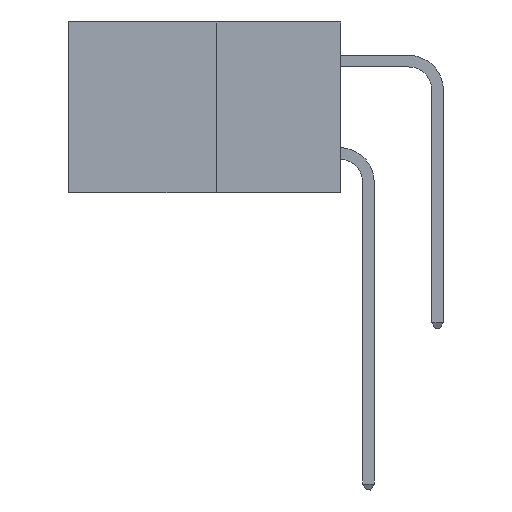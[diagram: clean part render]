
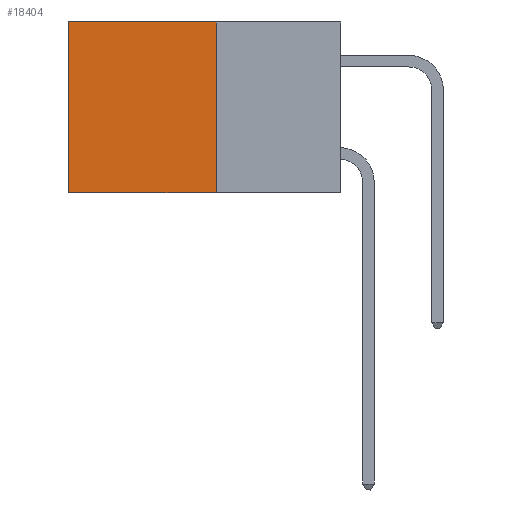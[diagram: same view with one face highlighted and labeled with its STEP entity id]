
A CAD part, left-side view. The second image highlights one B-rep face of the part: STEP entity #18404.
In plain terms, the highlighted planar face has unit normal (-1, 0, 0).
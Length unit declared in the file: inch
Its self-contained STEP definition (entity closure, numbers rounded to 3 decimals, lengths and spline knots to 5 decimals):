
#601 = VECTOR ( 'NONE', #23619, 39.37008 ) ;
#804 = VERTEX_POINT ( 'NONE', #16600 ) ;
#947 = VECTOR ( 'NONE', #24299, 39.37008 ) ;
#1054 = VECTOR ( 'NONE', #28905, 39.37008 ) ;
#4423 = EDGE_CURVE ( 'NONE', #8816, #804, #12478, .T. ) ;
#4669 = VERTEX_POINT ( 'NONE', #16070 ) ;
#6862 = ORIENTED_EDGE ( 'NONE', *, *, #14059, .F. ) ;
#6867 = AXIS2_PLACEMENT_3D ( 'NONE', #20043, #10582, #26960 ) ;
#7221 = CARTESIAN_POINT ( 'NONE',  ( 0.277, 0.27, -0.37 ) ) ;
#7782 = VERTEX_POINT ( 'NONE', #29523 ) ;
#8816 = VERTEX_POINT ( 'NONE', #21673 ) ;
#9807 = LINE ( 'NONE', #7221, #16889 ) ;
#10582 = DIRECTION ( 'NONE',  ( 1., 0., 0. ) ) ;
#12478 = LINE ( 'NONE', #23224, #601 ) ;
#12936 = LINE ( 'NONE', #14992, #1054 ) ;
#13591 = LINE ( 'NONE', #14914, #947 ) ;
#14059 = EDGE_CURVE ( 'NONE', #4669, #7782, #9807, .T. ) ;
#14914 = CARTESIAN_POINT ( 'NONE',  ( 0.277, 0.27, -0.37 ) ) ;
#14992 = CARTESIAN_POINT ( 'NONE',  ( 0.277, 0.59, -0.37 ) ) ;
#16070 = CARTESIAN_POINT ( 'NONE',  ( 0.277, 0.27, -0.37 ) ) ;
#16600 = CARTESIAN_POINT ( 'NONE',  ( 0.277, 0.59, 0. ) ) ;
#16889 = VECTOR ( 'NONE', #23664, 39.37008 ) ;
#17670 = PLANE ( 'NONE',  #6867 ) ;
#17906 = ORIENTED_EDGE ( 'NONE', *, *, #29896, .F. ) ;
#18404 = ADVANCED_FACE ( 'NONE', ( #29694 ), #17670, .F. ) ;
#19013 = EDGE_LOOP ( 'NONE', ( #20375, #6862, #17906, #23071 ) ) ;
#20043 = CARTESIAN_POINT ( 'NONE',  ( 0.277, 0.27, -0.37 ) ) ;
#20375 = ORIENTED_EDGE ( 'NONE', *, *, #28537, .T. ) ;
#21673 = CARTESIAN_POINT ( 'NONE',  ( 0.277, 0.27, 0. ) ) ;
#23071 = ORIENTED_EDGE ( 'NONE', *, *, #4423, .T. ) ;
#23224 = CARTESIAN_POINT ( 'NONE',  ( 0.277, 0.27, 0. ) ) ;
#23619 = DIRECTION ( 'NONE',  ( 0., 1., 0. ) ) ;
#23664 = DIRECTION ( 'NONE',  ( 0., 1., 0. ) ) ;
#24299 = DIRECTION ( 'NONE',  ( 0., 0., -1. ) ) ;
#26960 = DIRECTION ( 'NONE',  ( 0., 0., -1. ) ) ;
#28537 = EDGE_CURVE ( 'NONE', #804, #7782, #12936, .T. ) ;
#28905 = DIRECTION ( 'NONE',  ( 0., 0., -1. ) ) ;
#29523 = CARTESIAN_POINT ( 'NONE',  ( 0.277, 0.59, -0.37 ) ) ;
#29694 = FACE_OUTER_BOUND ( 'NONE', #19013, .T. ) ;
#29896 = EDGE_CURVE ( 'NONE', #8816, #4669, #13591, .T. ) ;
